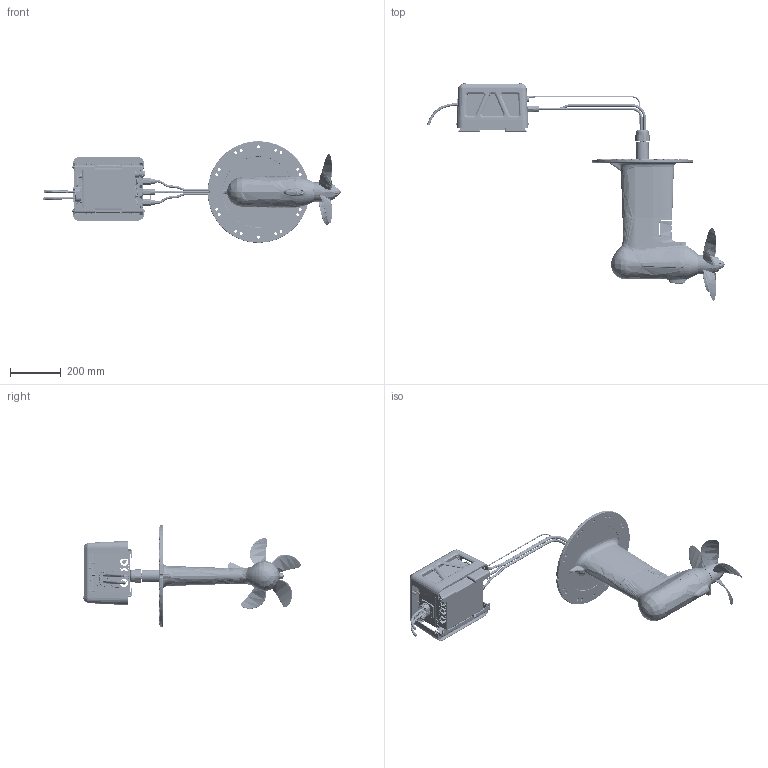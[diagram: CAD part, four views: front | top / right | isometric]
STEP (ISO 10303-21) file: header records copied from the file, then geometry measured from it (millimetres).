
FILE_DESCRIPTION (( 'STEP AP203' ), '1' );
FILE_NAME ('ER-A1000｣ｨsaildriveｰ譽ｩﾍ簟ﾎﾍｼ-20241101.STEP', '2024-11-01T08:33:10', ( 'Windows ﾓﾃｻｧ' ), ( '' ), 'SwSTEP 2.0', 'SolidWorks 2021', '' );
FILE_SCHEMA (( 'CONFIG_CONTROL_DESIGN' ));
Products named in the file (1): ER-A1000｣ｨsaildriveｰ譽ｩﾍ簟ﾎﾍｼ-20241101
Bounding box: 1170.69 x 854.52 x 399.89 mm (x, y, z)
Surface area: 1768277.7 mm2 (no closed solid volume)
Topology: 0 solids, 772 shells, 4429 faces, 20699 edges, 16307 vertices
Faces by surface type: plane 1627, cylinder 1190, bspline 827, cone 569, torus 206, sphere 10
Entity records: 373898 total; most frequent: CARTESIAN_POINT 223886, ORIENTED_EDGE 27953, DIRECTION 26743, EDGE_CURVE 20643, VERTEX_POINT 16302, LINE 9281, VECTOR 9281, AXIS2_PLACEMENT_3D 8731
